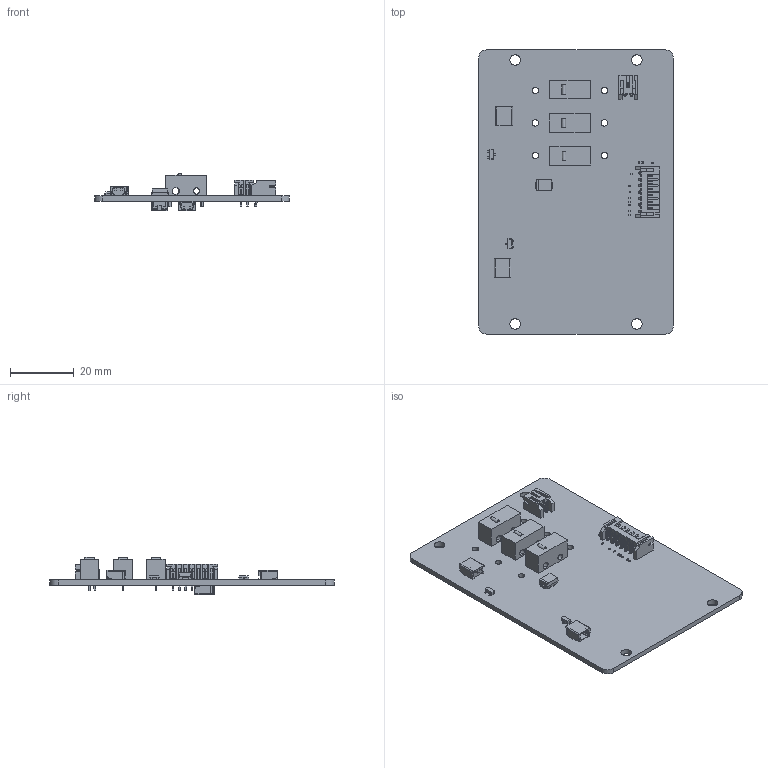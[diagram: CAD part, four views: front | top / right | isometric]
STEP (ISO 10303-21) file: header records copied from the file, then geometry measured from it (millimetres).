
FILE_DESCRIPTION(('KiCad electronic assembly'),'2;1');
FILE_NAME('CoreIO.step','2023-03-04T19:39:23',('Pcbnew'),('Kicad'), 'Open CASCADE STEP processor 7.6','KiCad to STEP converter','Unknown' );
FILE_SCHEMA(('AUTOMOTIVE_DESIGN { 1 0 10303 214 1 1 1 1 }'));
Length unit declared in the file: millimetre
Products named in the file (20): CoreIO 1; R_0201_0603Metric; SOLID; SOT-23; JST_PH_S2B-PH-K_1x02_P2.00mm_Horizontal; LED_0603_1608Metric; D2F-01F; SM02B-SFHRS-TF; JST_PH_S7B-PH-K_1x07_P2.00mm_Horizontal; D_SC-80; D_SMB; CoreIO PCB
Assembly tree (33 placements, depth 3):
  CoreIO 1
    R_0201_0603Metric  x9
      SOLID
    SOT-23  x2
      SOLID
    JST_PH_S2B-PH-K_1x02_P2.00mm_Horizontal
      SOLID
    LED_0603_1608Metric
      SOLID
    D2F-01F  x3
      SOLID
    SM02B-SFHRS-TF  x4
      SOLID
    JST_PH_S7B-PH-K_1x07_P2.00mm_Horizontal
      SOLID
    D_SC-80
      SOLID
    D_SMB
      SOLID
    CoreIO PCB
Bounding box: 60.96 x 88.9 x 11.62 mm (x, y, z)
Volume: 10467.1 mm3; surface area: 14663.6 mm2
Topology: 24 solids, 24 shells, 1374 faces, 3623 edges, 2334 vertices
Faces by surface type: bspline 1336, cylinder 32, plane 6
Full cylindrical faces by diameter (mm): 0.75 x9, 1.2 x9, 2 x6, 3.302 x4
Entity records: 49618 total; most frequent: CARTESIAN_POINT 17040, B_SPLINE_CURVE_WITH_KNOTS 5433, ORIENTED_EDGE 4022, PCURVE 4022, DEFINITIONAL_REPRESENTATION 4022, EDGE_CURVE 2011, SURFACE_CURVE 1983, VERTEX_POINT 1292
